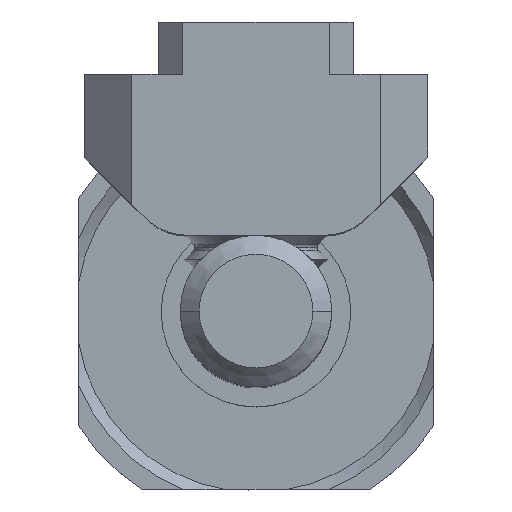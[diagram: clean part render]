
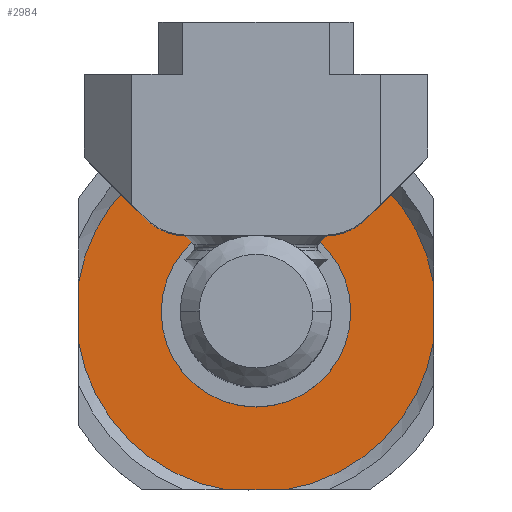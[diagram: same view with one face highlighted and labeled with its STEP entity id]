
A CAD part, top view. The second image highlights one B-rep face of the part: STEP entity #2984.
In plain terms, the highlighted face is planar.
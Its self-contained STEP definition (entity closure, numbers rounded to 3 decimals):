
#12 = CARTESIAN_POINT ( 'NONE',  ( 0., 28.5, -4. ) ) ;
#78 = DIRECTION ( 'NONE',  ( 0., -1., 0. ) ) ;
#111 = VECTOR ( 'NONE', #4362, 1000. ) ;
#135 = EDGE_CURVE ( 'NONE', #1507, #3405, #3472, .T. ) ;
#188 = CARTESIAN_POINT ( 'NONE',  ( -7.5, 28.5, 1.229 ) ) ;
#212 = ORIENTED_EDGE ( 'NONE', *, *, #2572, .T. ) ;
#258 = CARTESIAN_POINT ( 'NONE',  ( -7.5, 28.5, -1.229 ) ) ;
#283 = DIRECTION ( 'NONE',  ( 0., 0., -1. ) ) ;
#284 = AXIS2_PLACEMENT_3D ( 'NONE', #2314, #78, #2673 ) ;
#319 = FACE_BOUND ( 'NONE', #3306, .T. ) ;
#355 = AXIS2_PLACEMENT_3D ( 'NONE', #3614, #1375, #4003 ) ;
#358 = CARTESIAN_POINT ( 'NONE',  ( 0., 28.5, 0. ) ) ;
#370 = VECTOR ( 'NONE', #552, 1000. ) ;
#378 = VERTEX_POINT ( 'NONE', #465 ) ;
#400 = CARTESIAN_POINT ( 'NONE',  ( -1.229, 28.5, 7.5 ) ) ;
#458 = CARTESIAN_POINT ( 'NONE',  ( -7.5, 28.5, -7.5 ) ) ;
#465 = CARTESIAN_POINT ( 'NONE',  ( 1.229, 28.5, -7.5 ) ) ;
#503 = EDGE_CURVE ( 'NONE', #3231, #3405, #2324, .T. ) ;
#552 = DIRECTION ( 'NONE',  ( 1., 0., 0. ) ) ;
#585 = VECTOR ( 'NONE', #4190, 1000. ) ;
#667 = VERTEX_POINT ( 'NONE', #12 ) ;
#718 = EDGE_CURVE ( 'NONE', #3958, #3059, #2134, .T. ) ;
#731 = DIRECTION ( 'NONE',  ( 0., 0., -1. ) ) ;
#737 = DIRECTION ( 'NONE',  ( 0., 0., -1. ) ) ;
#761 = ORIENTED_EDGE ( 'NONE', *, *, #3930, .F. ) ;
#864 = ORIENTED_EDGE ( 'NONE', *, *, #2464, .F. ) ;
#961 = EDGE_LOOP ( 'NONE', ( #212, #761, #1042, #1316, #1943, #864, #2357, #1118 ) ) ;
#1042 = ORIENTED_EDGE ( 'NONE', *, *, #718, .T. ) ;
#1060 = CARTESIAN_POINT ( 'NONE',  ( 0., 28.5, 0. ) ) ;
#1097 = EDGE_CURVE ( 'NONE', #378, #3800, #4749, .T. ) ;
#1110 = CIRCLE ( 'NONE', #3727, 7.6 ) ;
#1118 = ORIENTED_EDGE ( 'NONE', *, *, #135, .F. ) ;
#1158 = DIRECTION ( 'NONE',  ( 0., -1., 0. ) ) ;
#1316 = ORIENTED_EDGE ( 'NONE', *, *, #3124, .F. ) ;
#1366 = EDGE_CURVE ( 'NONE', #667, #1969, #3798, .T. ) ;
#1375 = DIRECTION ( 'NONE',  ( 0., -1., 0. ) ) ;
#1425 = DIRECTION ( 'NONE',  ( 0., 0., -1. ) ) ;
#1507 = VERTEX_POINT ( 'NONE', #400 ) ;
#1712 = AXIS2_PLACEMENT_3D ( 'NONE', #4790, #2504, #283 ) ;
#1752 = ORIENTED_EDGE ( 'NONE', *, *, #4250, .F. ) ;
#1920 = CARTESIAN_POINT ( 'NONE',  ( 1.229, 28.5, 7.5 ) ) ;
#1943 = ORIENTED_EDGE ( 'NONE', *, *, #1097, .T. ) ;
#1969 = VERTEX_POINT ( 'NONE', #4803 ) ;
#2077 = LINE ( 'NONE', #2467, #111 ) ;
#2134 = CIRCLE ( 'NONE', #284, 7.6 ) ;
#2180 = FACE_OUTER_BOUND ( 'NONE', #961, .T. ) ;
#2314 = CARTESIAN_POINT ( 'NONE',  ( 0., 28.5, 0. ) ) ;
#2322 = DIRECTION ( 'NONE',  ( -1., 0., 0. ) ) ;
#2324 = CIRCLE ( 'NONE', #1712, 7.6 ) ;
#2357 = ORIENTED_EDGE ( 'NONE', *, *, #503, .T. ) ;
#2408 = CARTESIAN_POINT ( 'NONE',  ( -7.5, 28.5, 7.5 ) ) ;
#2464 = EDGE_CURVE ( 'NONE', #3231, #3800, #3561, .T. ) ;
#2467 = CARTESIAN_POINT ( 'NONE',  ( -7.5, 28.5, -7.5 ) ) ;
#2504 = DIRECTION ( 'NONE',  ( 0., -1., 0. ) ) ;
#2572 = EDGE_CURVE ( 'NONE', #1507, #3282, #1110, .T. ) ;
#2587 = CARTESIAN_POINT ( 'NONE',  ( -7.6, 28.5, 0. ) ) ;
#2673 = DIRECTION ( 'NONE',  ( 0., 0., -1. ) ) ;
#2751 = AXIS2_PLACEMENT_3D ( 'NONE', #2587, #2970, #737 ) ;
#2958 = DIRECTION ( 'NONE',  ( 0., -1., 0. ) ) ;
#2970 = DIRECTION ( 'NONE',  ( 0., -1., 0. ) ) ;
#2984 = ADVANCED_FACE ( 'NONE', ( #2180, #319 ), #3711, .T. ) ;
#2998 = LINE ( 'NONE', #458, #4793 ) ;
#3002 = AXIS2_PLACEMENT_3D ( 'NONE', #3400, #1158, #3773 ) ;
#3059 = VERTEX_POINT ( 'NONE', #3782 ) ;
#3124 = EDGE_CURVE ( 'NONE', #378, #3059, #2998, .T. ) ;
#3201 = AXIS2_PLACEMENT_3D ( 'NONE', #358, #2958, #731 ) ;
#3231 = VERTEX_POINT ( 'NONE', #4277 ) ;
#3282 = VERTEX_POINT ( 'NONE', #188 ) ;
#3306 = EDGE_LOOP ( 'NONE', ( #4889, #1752 ) ) ;
#3362 = CIRCLE ( 'NONE', #355, 4. ) ;
#3400 = CARTESIAN_POINT ( 'NONE',  ( 0., 28.5, 0. ) ) ;
#3405 = VERTEX_POINT ( 'NONE', #1920 ) ;
#3472 = LINE ( 'NONE', #2408, #370 ) ;
#3510 = CARTESIAN_POINT ( 'NONE',  ( 7.5, 28.5, -1.229 ) ) ;
#3561 = LINE ( 'NONE', #3796, #585 ) ;
#3614 = CARTESIAN_POINT ( 'NONE',  ( 0., 28.5, 0. ) ) ;
#3671 = DIRECTION ( 'NONE',  ( 0., -1., 0. ) ) ;
#3711 = PLANE ( 'NONE',  #2751 ) ;
#3727 = AXIS2_PLACEMENT_3D ( 'NONE', #1060, #3671, #1425 ) ;
#3773 = DIRECTION ( 'NONE',  ( 0., 0., -1. ) ) ;
#3782 = CARTESIAN_POINT ( 'NONE',  ( -1.229, 28.5, -7.5 ) ) ;
#3796 = CARTESIAN_POINT ( 'NONE',  ( 7.5, 28.5, -7.5 ) ) ;
#3798 = CIRCLE ( 'NONE', #3002, 4. ) ;
#3800 = VERTEX_POINT ( 'NONE', #3510 ) ;
#3930 = EDGE_CURVE ( 'NONE', #3958, #3282, #2077, .T. ) ;
#3958 = VERTEX_POINT ( 'NONE', #258 ) ;
#4003 = DIRECTION ( 'NONE',  ( 0., 0., -1. ) ) ;
#4190 = DIRECTION ( 'NONE',  ( 0., 0., -1. ) ) ;
#4250 = EDGE_CURVE ( 'NONE', #1969, #667, #3362, .T. ) ;
#4277 = CARTESIAN_POINT ( 'NONE',  ( 7.5, 28.5, 1.229 ) ) ;
#4362 = DIRECTION ( 'NONE',  ( 0., 0., 1. ) ) ;
#4749 = CIRCLE ( 'NONE', #3201, 7.6 ) ;
#4790 = CARTESIAN_POINT ( 'NONE',  ( 0., 28.5, 0. ) ) ;
#4793 = VECTOR ( 'NONE', #2322, 1000. ) ;
#4803 = CARTESIAN_POINT ( 'NONE',  ( 0., 28.5, 4. ) ) ;
#4889 = ORIENTED_EDGE ( 'NONE', *, *, #1366, .F. ) ;
